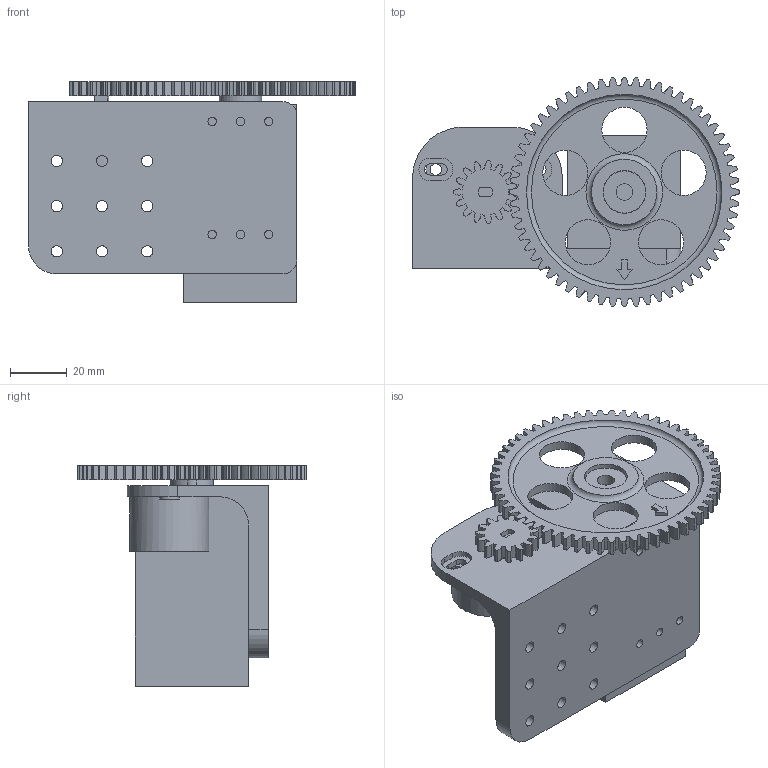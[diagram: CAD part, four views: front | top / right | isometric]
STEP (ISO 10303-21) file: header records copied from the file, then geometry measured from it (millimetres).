
FILE_DESCRIPTION(/* description */ (''),/* implementation_level */ '2;1');
FILE_NAME(/* name */ 'laser-focus-rig.step',/* time_stamp */ '2017-01-24T19:29:03+01:00',/* author */ (''),/* organization */ (''),/* preprocessor_version */ 'ST-DEVELOPER v16.5',/* originating_system */ 'Autodesk Translation Framework v5.2.0.2920',/* authorisation */ '');
FILE_SCHEMA (('AUTOMOTIVE_DESIGN { 1 0 10303 214 3 1 1 }'));
Length unit declared in the file: millimetre
Products named in the file (4): Focus Rig v4; Big Gear; Small Gear; Bracket
Assembly tree (3 placements, depth 2):
  Focus Rig v4
    Big Gear
    Small Gear
    Bracket
Bounding box: 115.68 x 81.36 x 78 mm (x, y, z)
Volume: 188972.5 mm3; surface area: 49716 mm2
Topology: 5 solids, 5 shells, 457 faces, 1297 edges, 865 vertices
Faces by surface type: cylinder 208, bspline 150, plane 97, torus 2
Full cylindrical faces by diameter (mm): 3 x12, 4 x11, 5.5 x1, 6 x1, 9 x1, 15 x1, 15.1 x1, 16 x5, 28 x1
Entity records: 24639 total; most frequent: CARTESIAN_POINT 13318, ORIENTED_EDGE 2516, DIRECTION 2012, EDGE_CURVE 1258, VERTEX_POINT 862, AXIS2_PLACEMENT_3D 740, EDGE_LOOP 562, LINE 532
